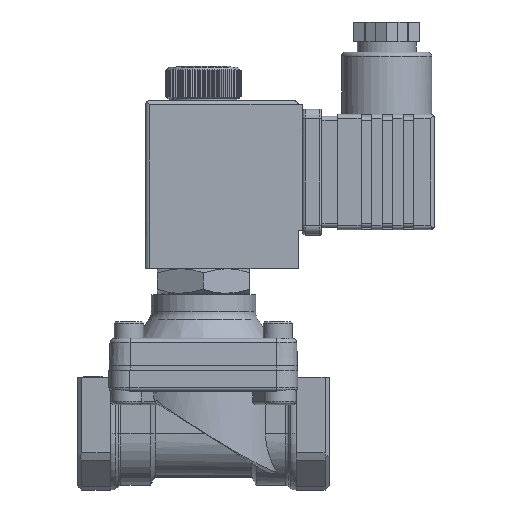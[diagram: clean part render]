
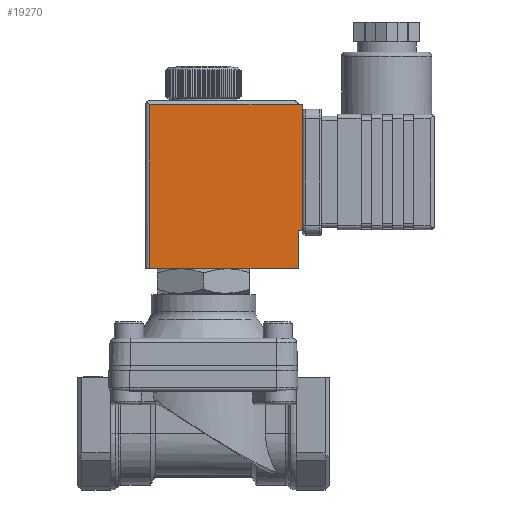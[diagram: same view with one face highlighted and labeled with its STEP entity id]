
A CAD part, top view. The second image highlights one B-rep face of the part: STEP entity #19270.
In plain terms, the highlighted planar face has unit normal (0, 0, 1).
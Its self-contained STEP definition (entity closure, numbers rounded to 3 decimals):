
#14335=CARTESIAN_POINT('',(23.6,48.104,15.0));
#14336=VERTEX_POINT('',#14335);
#14337=CARTESIAN_POINT('',(22.6,48.104,15.0));
#14338=VERTEX_POINT('',#14337);
#14339=CARTESIAN_POINT('',(23.6,48.104,15.0));
#14340=DIRECTION('',(-1.0,0.0,0.0));
#14341=VECTOR('',#14340,1.0);
#14342=LINE('',#14339,#14341);
#14343=EDGE_CURVE('',#14336,#14338,#14342,.T.);
#14375=CARTESIAN_POINT('',(22.6,39.104,15.0));
#14376=VERTEX_POINT('',#14375);
#14377=CARTESIAN_POINT('',(22.6,48.104,15.0));
#14378=DIRECTION('',(0.0,-1.0,0.0));
#14379=VECTOR('',#14378,9.);
#14380=LINE('',#14377,#14379);
#14381=EDGE_CURVE('',#14338,#14376,#14380,.T.);
#18967=CARTESIAN_POINT('',(23.6,78.104,15.0));
#18968=VERTEX_POINT('',#18967);
#18969=CARTESIAN_POINT('',(23.6,78.104,15.0));
#18970=DIRECTION('',(0.0,-1.0,0.0));
#18971=VECTOR('',#18970,30.);
#18972=LINE('',#18969,#18971);
#18973=EDGE_CURVE('',#18968,#14336,#18972,.T.);
#19230=CARTESIAN_POINT('',(-12.8,78.104,15.0));
#19231=DIRECTION('',(0.0,0.0,-1.0));
#19232=DIRECTION('',(-1.0,0.0,0.0));
#19233=AXIS2_PLACEMENT_3D('',#19230,#19231,#19232);
#19234=PLANE('',#19233);
#19235=CARTESIAN_POINT('',(-12.8,78.104,15.0));
#19236=VERTEX_POINT('',#19235);
#19237=CARTESIAN_POINT('',(-12.8,39.104,15.0));
#19238=VERTEX_POINT('',#19237);
#19239=CARTESIAN_POINT('',(-12.8,78.104,15.0));
#19240=DIRECTION('',(0.0,-1.0,0.0));
#19241=VECTOR('',#19240,39.0);
#19242=LINE('',#19239,#19241);
#19243=EDGE_CURVE('',#19236,#19238,#19242,.T.);
#19244=ORIENTED_EDGE('',*,*,#19243,.T.);
#19245=CARTESIAN_POINT('',(22.6,39.104,15.0));
#19246=DIRECTION('',(-1.0,0.0,0.0));
#19247=VECTOR('',#19246,35.4);
#19248=LINE('',#19245,#19247);
#19249=EDGE_CURVE('',#14376,#19238,#19248,.T.);
#19250=ORIENTED_EDGE('',*,*,#19249,.F.);
#19251=ORIENTED_EDGE('',*,*,#14381,.F.);
#19252=ORIENTED_EDGE('',*,*,#14343,.F.);
#19253=ORIENTED_EDGE('',*,*,#18973,.F.);
#19254=CARTESIAN_POINT('',(22.6,78.104,15.0));
#19255=VERTEX_POINT('',#19254);
#19256=CARTESIAN_POINT('',(22.6,78.104,15.0));
#19257=DIRECTION('',(1.0,0.0,0.0));
#19258=VECTOR('',#19257,1.0);
#19259=LINE('',#19256,#19258);
#19260=EDGE_CURVE('',#19255,#18968,#19259,.T.);
#19261=ORIENTED_EDGE('',*,*,#19260,.F.);
#19262=CARTESIAN_POINT('',(-12.8,78.104,15.0));
#19263=DIRECTION('',(1.0,0.0,0.0));
#19264=VECTOR('',#19263,35.4);
#19265=LINE('',#19262,#19264);
#19266=EDGE_CURVE('',#19255,#19236,#19265,.F.);
#19267=ORIENTED_EDGE('',*,*,#19266,.T.);
#19268=EDGE_LOOP('',(#19244,#19250,#19251,#19252,#19253,#19261,#19267));
#19269=FACE_OUTER_BOUND('',#19268,.T.);
#19270=ADVANCED_FACE('',(#19269),#19234,.F.);
